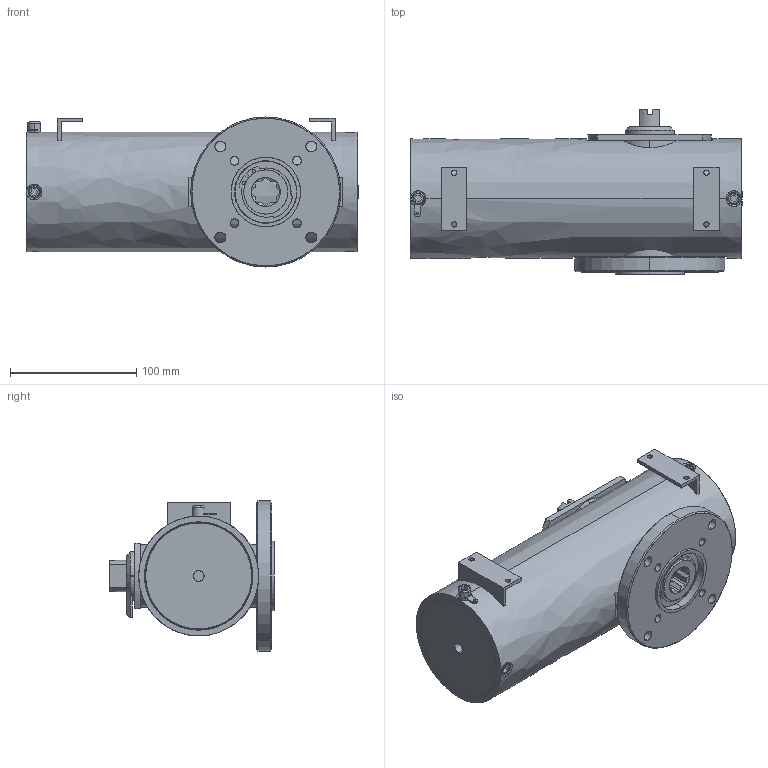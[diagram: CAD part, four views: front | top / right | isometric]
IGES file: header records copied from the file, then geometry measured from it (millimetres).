
Start section: SolidWorks IGES file using analytic representation for surfaces
Global section: file name: RCC230-SR.IGS; native system: SolidWorks 2018; preprocessor: SolidWorks 2018; author: sara.marklund; date: 180821.144728; units: millimetre
Bounding box: 263.2 x 130.8 x 119 mm (x, y, z)
Surface area: 149668.3 mm2 (no closed solid volume)
Topology: 0 solids, 0 shells, 495 faces, 9400 edges, 9387 vertices
Faces by surface type: revolution 257, bspline 238
